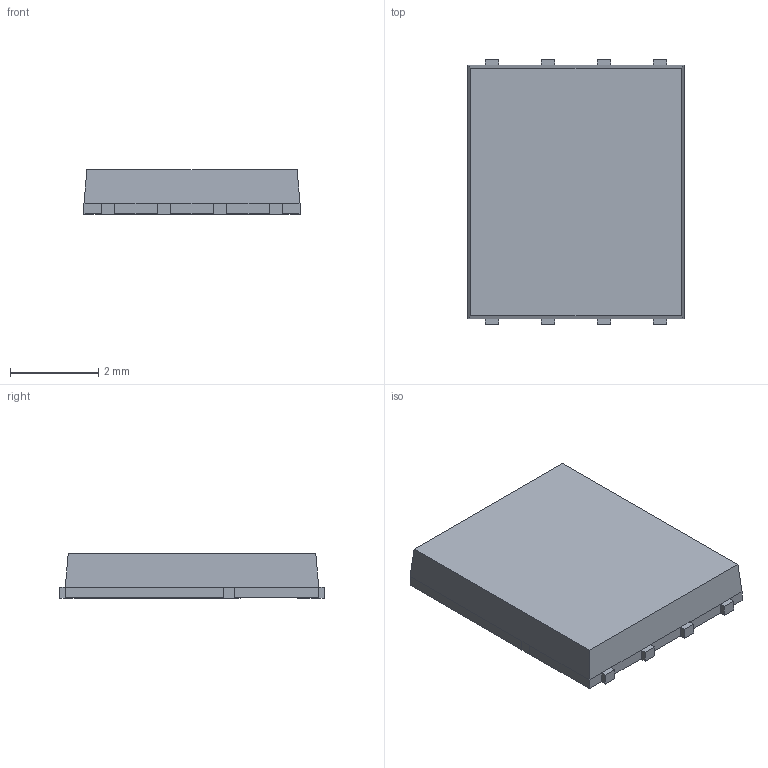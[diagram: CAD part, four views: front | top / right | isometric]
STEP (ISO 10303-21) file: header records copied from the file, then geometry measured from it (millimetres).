
FILE_DESCRIPTION( (''), '2;1');
FILE_NAME ('HSOP8_single_GEM.stp','2025-04-02T17:21:36',(''),(''),'spGate 19.8.4 (****-****-****-****)','','');
FILE_SCHEMA (('AUTOMOTIVE_DESIGN'));
Length unit declared in the file: millimetre
Products named in the file (7): Assembly; HSOP8_single_GEM-prt0; HSOP8_single_GEM-prt1; HSOP8_single_GEM-prt2; HSOP8_single_GEM-prt3; HSOP8_single_GEM-prt4; HSOP8_single_GEM-prt5
Assembly tree (6 placements, depth 2):
  Assembly
    HSOP8_single_GEM-prt0
    HSOP8_single_GEM-prt1
    HSOP8_single_GEM-prt2
    HSOP8_single_GEM-prt3
    HSOP8_single_GEM-prt4
    HSOP8_single_GEM-prt5
Bounding box: 4.9 x 6 x 1.01 mm (x, y, z)
Volume: 27.9 mm3; surface area: 119.6 mm2
Topology: 6 solids, 6 shells, 182 faces, 486 edges, 316 vertices
Faces by surface type: plane 182
Entity records: 9602 total; most frequent: CARTESIAN_POINT 998, ORIENTED_EDGE 972, DIRECTION 878, COLOUR_RGB 674, PRESENTATION_STYLE_ASSIGNMENT 674, STYLED_ITEM 674, EDGE_CURVE 486, LINE 486
